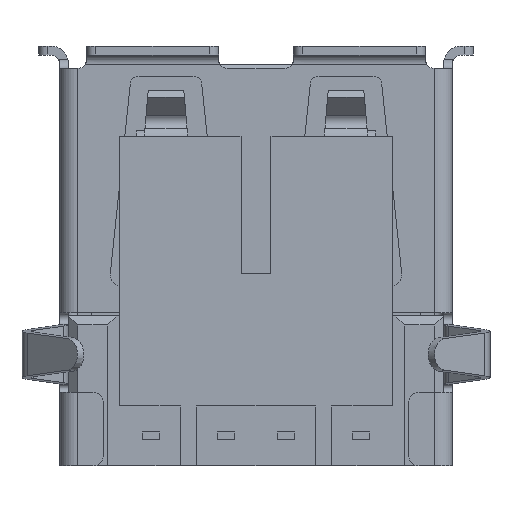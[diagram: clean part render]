
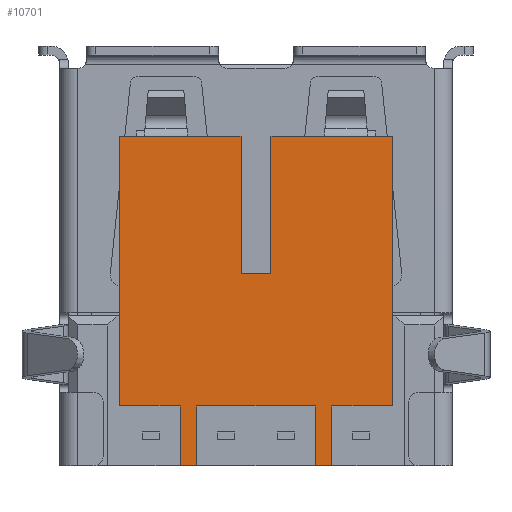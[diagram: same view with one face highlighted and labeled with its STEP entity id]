
A CAD part, front view. The second image highlights one B-rep face of the part: STEP entity #10701.
In plain terms, the highlighted planar face has unit normal (0, -1, 0).
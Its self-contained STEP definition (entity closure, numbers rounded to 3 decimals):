
#3257=DIRECTION('',(-1.,0.,0.));
#3258=VECTOR('',#3257,0.55);
#3259=CARTESIAN_POINT('',(-1.975,-4.14,-14.));
#3260=LINE('',#3259,#3258);
#3273=DIRECTION('',(-1.,0.,0.));
#3274=VECTOR('',#3273,0.55);
#3275=CARTESIAN_POINT('',(2.525,-4.14,-14.));
#3276=LINE('',#3275,#3274);
#3569=DIRECTION('',(0.,0.,-1.));
#3570=VECTOR('',#3569,2.);
#3571=CARTESIAN_POINT('',(1.975,-4.14,-12.));
#3572=LINE('',#3571,#3570);
#3577=DIRECTION('',(1.,0.,0.));
#3578=VECTOR('',#3577,2.025);
#3579=CARTESIAN_POINT('',(2.525,-4.14,-12.));
#3580=LINE('',#3579,#3578);
#3589=DIRECTION('',(1.,0.,0.));
#3590=VECTOR('',#3589,3.95);
#3591=CARTESIAN_POINT('',(-1.975,-4.14,-12.));
#3592=LINE('',#3591,#3590);
#3597=DIRECTION('',(1.,0.,0.));
#3598=VECTOR('',#3597,2.025);
#3599=CARTESIAN_POINT('',(-4.55,-4.14,-12.));
#3600=LINE('',#3599,#3598);
#3601=DIRECTION('',(0.,0.,-1.));
#3602=VECTOR('',#3601,2.);
#3603=CARTESIAN_POINT('',(-1.975,-4.14,-12.));
#3604=LINE('',#3603,#3602);
#3605=DIRECTION('',(1.,0.,0.));
#3606=VECTOR('',#3605,4.05);
#3607=CARTESIAN_POINT('',(-4.55,-4.14,-3.));
#3608=LINE('',#3607,#3606);
#3609=DIRECTION('',(0.,0.,-1.));
#3610=VECTOR('',#3609,4.6);
#3611=CARTESIAN_POINT('',(-0.5,-4.14,-3.));
#3612=LINE('',#3611,#3610);
#3613=DIRECTION('',(1.,0.,0.));
#3614=VECTOR('',#3613,1.);
#3615=CARTESIAN_POINT('',(-0.5,-4.14,-7.6));
#3616=LINE('',#3615,#3614);
#3617=DIRECTION('',(0.,0.,-1.));
#3618=VECTOR('',#3617,4.6);
#3619=CARTESIAN_POINT('',(0.5,-4.14,-3.));
#3620=LINE('',#3619,#3618);
#3621=DIRECTION('',(1.,0.,0.));
#3622=VECTOR('',#3621,4.05);
#3623=CARTESIAN_POINT('',(0.5,-4.14,-3.));
#3624=LINE('',#3623,#3622);
#3625=DIRECTION('',(0.,0.,-1.));
#3626=VECTOR('',#3625,2.);
#3627=CARTESIAN_POINT('',(2.525,-4.14,-12.));
#3628=LINE('',#3627,#3626);
#3629=DIRECTION('',(0.,0.,-1.));
#3630=VECTOR('',#3629,2.);
#3631=CARTESIAN_POINT('',(-2.525,-4.14,-12.));
#3632=LINE('',#3631,#3630);
#3641=DIRECTION('',(0.,0.,-1.));
#3642=VECTOR('',#3641,9.);
#3643=CARTESIAN_POINT('',(-4.55,-4.14,-3.));
#3644=LINE('',#3643,#3642);
#3749=DIRECTION('',(0.,0.,-1.));
#3750=VECTOR('',#3749,9.);
#3751=CARTESIAN_POINT('',(4.55,-4.14,-3.));
#3752=LINE('',#3751,#3750);
#5875=CARTESIAN_POINT('',(-4.55,-4.14,-3.));
#5877=VERTEX_POINT('',#5875);
#5878=CARTESIAN_POINT('',(-4.55,-4.14,-12.));
#5879=VERTEX_POINT('',#5878);
#5881=CARTESIAN_POINT('',(4.55,-4.14,-3.));
#5883=VERTEX_POINT('',#5881);
#5884=CARTESIAN_POINT('',(4.55,-4.14,-12.));
#5885=VERTEX_POINT('',#5884);
#5906=CARTESIAN_POINT('',(-0.5,-4.14,-7.6));
#5907=CARTESIAN_POINT('',(0.5,-4.14,-7.6));
#5908=VERTEX_POINT('',#5906);
#5909=VERTEX_POINT('',#5907);
#5910=CARTESIAN_POINT('',(-0.5,-4.14,-3.));
#5911=VERTEX_POINT('',#5910);
#5912=CARTESIAN_POINT('',(0.5,-4.14,-3.));
#5913=VERTEX_POINT('',#5912);
#5918=CARTESIAN_POINT('',(2.525,-4.14,-14.));
#5919=CARTESIAN_POINT('',(1.975,-4.14,-14.));
#5920=VERTEX_POINT('',#5918);
#5921=VERTEX_POINT('',#5919);
#5922=CARTESIAN_POINT('',(-1.975,-4.14,-14.));
#5923=CARTESIAN_POINT('',(-2.525,-4.14,-14.));
#5924=VERTEX_POINT('',#5922);
#5925=VERTEX_POINT('',#5923);
#5942=CARTESIAN_POINT('',(2.525,-4.14,-12.));
#5943=VERTEX_POINT('',#5942);
#5944=CARTESIAN_POINT('',(1.975,-4.14,-12.));
#5945=VERTEX_POINT('',#5944);
#5946=CARTESIAN_POINT('',(-1.975,-4.14,-12.));
#5947=VERTEX_POINT('',#5946);
#5948=CARTESIAN_POINT('',(-2.525,-4.14,-12.));
#5949=VERTEX_POINT('',#5948);
#10669=CARTESIAN_POINT('',(-4.55,-4.14,-3.));
#10670=DIRECTION('',(0.,-1.,0.));
#10671=DIRECTION('',(0.,0.,-1.));
#10672=AXIS2_PLACEMENT_3D('',#10669,#10670,#10671);
#10673=PLANE('',#10672);
#10674=ORIENTED_EDGE('',*,*,#10636,.F.);
#10676=ORIENTED_EDGE('',*,*,#10675,.T.);
#10677=ORIENTED_EDGE('',*,*,#10230,.T.);
#10679=ORIENTED_EDGE('',*,*,#10678,.F.);
#10680=ORIENTED_EDGE('',*,*,#10651,.F.);
#10682=ORIENTED_EDGE('',*,*,#10681,.F.);
#10684=ORIENTED_EDGE('',*,*,#10683,.T.);
#10686=ORIENTED_EDGE('',*,*,#10685,.T.);
#10688=ORIENTED_EDGE('',*,*,#10687,.T.);
#10690=ORIENTED_EDGE('',*,*,#10689,.F.);
#10692=ORIENTED_EDGE('',*,*,#10691,.T.);
#10694=ORIENTED_EDGE('',*,*,#10693,.T.);
#10695=ORIENTED_EDGE('',*,*,#10619,.F.);
#10696=ORIENTED_EDGE('',*,*,#10663,.T.);
#10697=ORIENTED_EDGE('',*,*,#10238,.T.);
#10698=ORIENTED_EDGE('',*,*,#10606,.F.);
#10699=EDGE_LOOP('',(#10674,#10676,#10677,#10679,#10680,#10682,#10684,#10686,
#10688,#10690,#10692,#10694,#10695,#10696,#10697,#10698));
#10700=FACE_OUTER_BOUND('',#10699,.F.);
#10701=ADVANCED_FACE('',(#10700),#10673,.T.);
#10230=EDGE_CURVE('',#5924,#5925,#3260,.T.);
#10238=EDGE_CURVE('',#5920,#5921,#3276,.T.);
#10606=EDGE_CURVE('',#5945,#5921,#3572,.T.);
#10619=EDGE_CURVE('',#5943,#5885,#3580,.T.);
#10636=EDGE_CURVE('',#5947,#5945,#3592,.T.);
#10651=EDGE_CURVE('',#5879,#5949,#3600,.T.);
#10663=EDGE_CURVE('',#5943,#5920,#3628,.T.);
#10675=EDGE_CURVE('',#5947,#5924,#3604,.T.);
#10678=EDGE_CURVE('',#5949,#5925,#3632,.T.);
#10681=EDGE_CURVE('',#5877,#5879,#3644,.T.);
#10683=EDGE_CURVE('',#5877,#5911,#3608,.T.);
#10685=EDGE_CURVE('',#5911,#5908,#3612,.T.);
#10687=EDGE_CURVE('',#5908,#5909,#3616,.T.);
#10689=EDGE_CURVE('',#5913,#5909,#3620,.T.);
#10691=EDGE_CURVE('',#5913,#5883,#3624,.T.);
#10693=EDGE_CURVE('',#5883,#5885,#3752,.T.);
